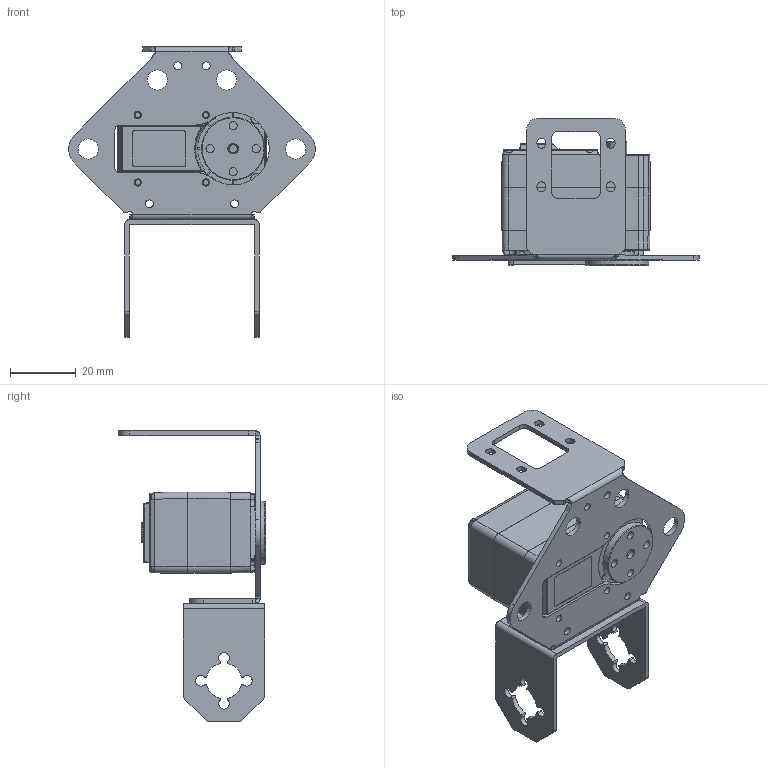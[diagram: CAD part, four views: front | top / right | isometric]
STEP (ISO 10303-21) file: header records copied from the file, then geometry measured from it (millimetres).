
FILE_DESCRIPTION(/* description */ ('STEP AP214'),/* implementation_level */ '2;1');
FILE_NAME(/* name */ '642192d71d7102162744f9ae',/* time_stamp */ '2023-03-27T12:58:01+00:00',/* author */ (''),/* organization */ (''),/* preprocessor_version */ 'ST-DEVELOPER v18.102',/* originating_system */ ' ',/* authorisation */ ' ');
FILE_SCHEMA (('AUTOMOTIVE_DESIGN {1 0 10303 214 3 1 1}'));
Length unit declared in the file: metre
Products named in the file (1): eef_base
Bounding box: 74.95 x 44.76 x 88.42 mm (x, y, z)
Volume: 42232.7 mm3; surface area: 21880.4 mm2
Topology: 2 solids, 24 shells, 986 faces, 2774 edges, 1812 vertices
Faces by surface type: plane 491, cylinder 377, cone 45, torus 30, bspline 29, sphere 14
Full cylindrical faces by diameter (mm): 1 x1, 1.2 x1, 1.6 x12, 2.2 x11, 2.4 x8, 2.5 x4, 2.6 x1, 3.2 x1, 3.5 x2, 4 x1, 4.7 x1, 5 x1, 6 x1, 6.12 x4, 6.2 x1, 7.2 x1, 8 x1, 10 x1, 10.5 x1, 10.6 x1, 17.05 x1, 19.2 x1
Entity records: 36724 total; most frequent: CARTESIAN_POINT 11595, ORIENTED_EDGE 5286, DIRECTION 5226, EDGE_CURVE 2643, AXIS2_PLACEMENT_3D 1908, VERTEX_POINT 1767, LINE 1410, VECTOR 1410
